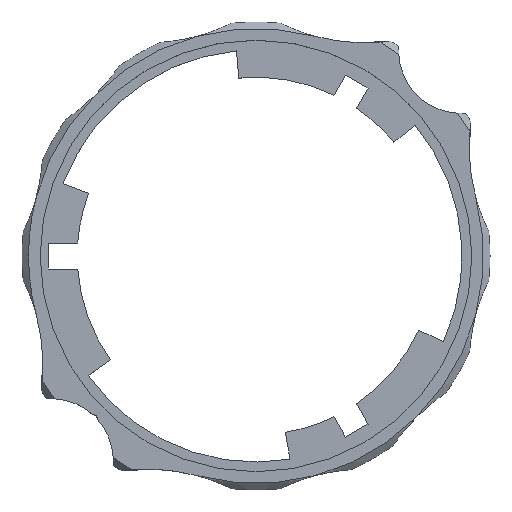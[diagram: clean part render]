
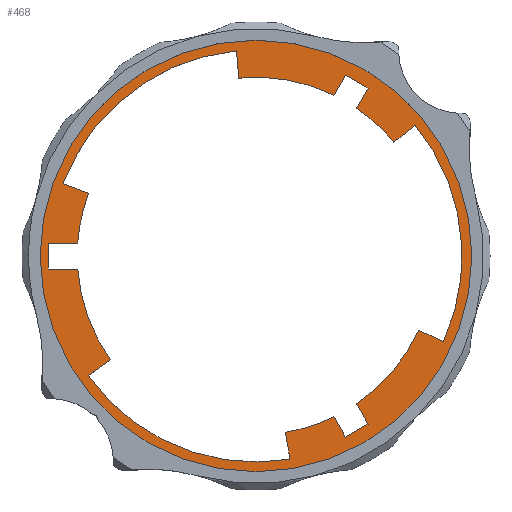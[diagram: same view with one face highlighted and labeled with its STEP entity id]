
A CAD part, top view. The second image highlights one B-rep face of the part: STEP entity #468.
In plain terms, the highlighted planar face has unit normal (0, 0, 1).
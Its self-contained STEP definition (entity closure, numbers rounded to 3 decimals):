
#249=CARTESIAN_POINT('',(400.,-0.,6.5));
#250=DIRECTION('',(0.,0.,-1.));
#251=DIRECTION('',(1.,0.,0.));
#252=AXIS2_PLACEMENT_3D('',#249,#250,#251);
#253=PLANE('',#252);
#254=CARTESIAN_POINT('',(166.8,-0.,6.5));
#255=VERTEX_POINT('',#254);
#256=CARTESIAN_POINT('',(200.,-0.,6.5));
#257=DIRECTION('',(0.,0.,-1.));
#258=DIRECTION('',(-1.,0.,0.));
#259=AXIS2_PLACEMENT_3D('',#256,#257,#258);
#260=CIRCLE('',#259,33.2);
#261=EDGE_CURVE('',#255,#255,#260,.T.);
#262=ORIENTED_EDGE('',*,*,#261,.F.);
#263=EDGE_LOOP('',(#262));
#264=FACE_BOUND('',#263,.T.);
#265=CARTESIAN_POINT('',(213.768,27.847,6.5));
#266=VERTEX_POINT('',#265);
#267=CARTESIAN_POINT('',(211.982,24.753,6.5));
#268=VERTEX_POINT('',#267);
#269=CARTESIAN_POINT('',(213.768,27.847,6.5));
#270=DIRECTION('',(-0.5,-0.866,0.));
#271=VECTOR('',#270,3.573);
#272=LINE('',#269,#271);
#273=EDGE_CURVE('',#266,#268,#272,.T.);
#274=ORIENTED_EDGE('',*,*,#273,.F.);
#275=CARTESIAN_POINT('',(217.232,25.847,6.5));
#276=VERTEX_POINT('',#275);
#277=CARTESIAN_POINT('',(213.768,27.847,6.5));
#278=DIRECTION('',(0.866,-0.5,0.));
#279=VECTOR('',#278,4.);
#280=LINE('',#277,#279);
#281=EDGE_CURVE('',#266,#276,#280,.T.);
#282=ORIENTED_EDGE('',*,*,#281,.T.);
#283=CARTESIAN_POINT('',(215.446,22.753,6.5));
#284=VERTEX_POINT('',#283);
#285=CARTESIAN_POINT('',(217.232,25.847,6.5));
#286=DIRECTION('',(-0.5,-0.866,0.));
#287=VECTOR('',#286,3.573);
#288=LINE('',#285,#287);
#289=EDGE_CURVE('',#276,#284,#288,.T.);
#290=ORIENTED_EDGE('',*,*,#289,.T.);
#291=CARTESIAN_POINT('',(221.228,17.483,6.5));
#292=VERTEX_POINT('',#291);
#293=CARTESIAN_POINT('',(200.,-0.,6.5));
#294=DIRECTION('',(0.,0.,-1.));
#295=DIRECTION('',(-1.,0.,0.));
#296=AXIS2_PLACEMENT_3D('',#293,#294,#295);
#297=CIRCLE('',#296,27.5);
#298=EDGE_CURVE('',#284,#292,#297,.T.);
#299=ORIENTED_EDGE('',*,*,#298,.T.);
#300=CARTESIAN_POINT('',(224.47,20.153,6.5));
#301=VERTEX_POINT('',#300);
#302=CARTESIAN_POINT('',(221.228,17.483,6.5));
#303=DIRECTION('',(0.772,0.636,0.));
#304=VECTOR('',#303,4.2);
#305=LINE('',#302,#304);
#306=EDGE_CURVE('',#292,#301,#305,.T.);
#307=ORIENTED_EDGE('',*,*,#306,.T.);
#308=CARTESIAN_POINT('',(228.84,-13.159,6.5));
#309=VERTEX_POINT('',#308);
#310=CARTESIAN_POINT('',(200.,-0.,6.5));
#311=DIRECTION('',(0.,0.,-1.));
#312=DIRECTION('',(-1.,0.,0.));
#313=AXIS2_PLACEMENT_3D('',#310,#311,#312);
#314=CIRCLE('',#313,31.7);
#315=EDGE_CURVE('',#301,#309,#314,.T.);
#316=ORIENTED_EDGE('',*,*,#315,.T.);
#317=CARTESIAN_POINT('',(225.019,-11.415,6.5));
#318=VERTEX_POINT('',#317);
#319=CARTESIAN_POINT('',(225.019,-11.415,6.5));
#320=DIRECTION('',(0.91,-0.415,0.));
#321=VECTOR('',#320,4.2);
#322=LINE('',#319,#321);
#323=EDGE_CURVE('',#318,#309,#322,.T.);
#324=ORIENTED_EDGE('',*,*,#323,.F.);
#325=CARTESIAN_POINT('',(215.446,-22.753,6.5));
#326=VERTEX_POINT('',#325);
#327=CARTESIAN_POINT('',(200.,-0.,6.5));
#328=DIRECTION('',(0.,0.,-1.));
#329=DIRECTION('',(-1.,0.,0.));
#330=AXIS2_PLACEMENT_3D('',#327,#328,#329);
#331=CIRCLE('',#330,27.5);
#332=EDGE_CURVE('',#318,#326,#331,.T.);
#333=ORIENTED_EDGE('',*,*,#332,.T.);
#334=CARTESIAN_POINT('',(217.232,-25.847,6.5));
#335=VERTEX_POINT('',#334);
#336=CARTESIAN_POINT('',(217.232,-25.847,6.5));
#337=DIRECTION('',(-0.5,0.866,0.));
#338=VECTOR('',#337,3.573);
#339=LINE('',#336,#338);
#340=EDGE_CURVE('',#335,#326,#339,.T.);
#341=ORIENTED_EDGE('',*,*,#340,.F.);
#342=CARTESIAN_POINT('',(213.768,-27.847,6.5));
#343=VERTEX_POINT('',#342);
#344=CARTESIAN_POINT('',(217.232,-25.847,6.5));
#345=DIRECTION('',(-0.866,-0.5,0.));
#346=VECTOR('',#345,4.);
#347=LINE('',#344,#346);
#348=EDGE_CURVE('',#335,#343,#347,.T.);
#349=ORIENTED_EDGE('',*,*,#348,.T.);
#350=CARTESIAN_POINT('',(211.982,-24.753,6.5));
#351=VERTEX_POINT('',#350);
#352=CARTESIAN_POINT('',(213.768,-27.847,6.5));
#353=DIRECTION('',(-0.5,0.866,0.));
#354=VECTOR('',#353,3.573);
#355=LINE('',#352,#354);
#356=EDGE_CURVE('',#343,#351,#355,.T.);
#357=ORIENTED_EDGE('',*,*,#356,.T.);
#358=CARTESIAN_POINT('',(204.526,-27.125,6.5));
#359=VERTEX_POINT('',#358);
#360=CARTESIAN_POINT('',(200.,-0.,6.5));
#361=DIRECTION('',(0.,0.,-1.));
#362=DIRECTION('',(-1.,0.,0.));
#363=AXIS2_PLACEMENT_3D('',#360,#361,#362);
#364=CIRCLE('',#363,27.5);
#365=EDGE_CURVE('',#351,#359,#364,.T.);
#366=ORIENTED_EDGE('',*,*,#365,.T.);
#367=CARTESIAN_POINT('',(205.218,-31.268,6.5));
#368=VERTEX_POINT('',#367);
#369=CARTESIAN_POINT('',(204.526,-27.125,6.5));
#370=DIRECTION('',(0.165,-0.986,0.));
#371=VECTOR('',#370,4.2);
#372=LINE('',#369,#371);
#373=EDGE_CURVE('',#359,#368,#372,.T.);
#374=ORIENTED_EDGE('',*,*,#373,.T.);
#375=CARTESIAN_POINT('',(174.184,-18.397,6.5));
#376=VERTEX_POINT('',#375);
#377=CARTESIAN_POINT('',(200.,0.,6.5));
#378=DIRECTION('',(0.,0.,-1.));
#379=DIRECTION('',(-1.,0.,0.));
#380=AXIS2_PLACEMENT_3D('',#377,#378,#379);
#381=CIRCLE('',#380,31.7);
#382=EDGE_CURVE('',#368,#376,#381,.T.);
#383=ORIENTED_EDGE('',*,*,#382,.T.);
#384=CARTESIAN_POINT('',(177.605,-15.959,6.5));
#385=VERTEX_POINT('',#384);
#386=CARTESIAN_POINT('',(177.605,-15.959,6.5));
#387=DIRECTION('',(-0.814,-0.58,0.));
#388=VECTOR('',#387,4.2);
#389=LINE('',#386,#388);
#390=EDGE_CURVE('',#385,#376,#389,.T.);
#391=ORIENTED_EDGE('',*,*,#390,.F.);
#392=CARTESIAN_POINT('',(172.573,-2.,6.5));
#393=VERTEX_POINT('',#392);
#394=CARTESIAN_POINT('',(200.,-0.,6.5));
#395=DIRECTION('',(0.,0.,-1.));
#396=DIRECTION('',(-1.,0.,0.));
#397=AXIS2_PLACEMENT_3D('',#394,#395,#396);
#398=CIRCLE('',#397,27.5);
#399=EDGE_CURVE('',#385,#393,#398,.T.);
#400=ORIENTED_EDGE('',*,*,#399,.T.);
#401=CARTESIAN_POINT('',(168.,-2.,6.5));
#402=VERTEX_POINT('',#401);
#403=CARTESIAN_POINT('',(168.,-2.,6.5));
#404=DIRECTION('',(1.,0.,-0.));
#405=VECTOR('',#404,4.573);
#406=LINE('',#403,#405);
#407=EDGE_CURVE('',#402,#393,#406,.T.);
#408=ORIENTED_EDGE('',*,*,#407,.F.);
#409=CARTESIAN_POINT('',(168.,2.,6.5));
#410=VERTEX_POINT('',#409);
#411=CARTESIAN_POINT('',(168.,-2.,6.5));
#412=DIRECTION('',(0.,1.,0.));
#413=VECTOR('',#412,4.);
#414=LINE('',#411,#413);
#415=EDGE_CURVE('',#402,#410,#414,.T.);
#416=ORIENTED_EDGE('',*,*,#415,.T.);
#417=CARTESIAN_POINT('',(172.573,2.,6.5));
#418=VERTEX_POINT('',#417);
#419=CARTESIAN_POINT('',(168.,2.,6.5));
#420=DIRECTION('',(1.,0.,-0.));
#421=VECTOR('',#420,4.573);
#422=LINE('',#419,#421);
#423=EDGE_CURVE('',#410,#418,#422,.T.);
#424=ORIENTED_EDGE('',*,*,#423,.T.);
#425=CARTESIAN_POINT('',(174.246,9.642,6.5));
#426=VERTEX_POINT('',#425);
#427=CARTESIAN_POINT('',(200.,-0.,6.5));
#428=DIRECTION('',(0.,0.,-1.));
#429=DIRECTION('',(-1.,0.,0.));
#430=AXIS2_PLACEMENT_3D('',#427,#428,#429);
#431=CIRCLE('',#430,27.5);
#432=EDGE_CURVE('',#418,#426,#431,.T.);
#433=ORIENTED_EDGE('',*,*,#432,.T.);
#434=CARTESIAN_POINT('',(170.313,11.115,6.5));
#435=VERTEX_POINT('',#434);
#436=CARTESIAN_POINT('',(174.246,9.642,6.5));
#437=DIRECTION('',(-0.937,0.351,0.));
#438=VECTOR('',#437,4.2);
#439=LINE('',#436,#438);
#440=EDGE_CURVE('',#426,#435,#439,.T.);
#441=ORIENTED_EDGE('',*,*,#440,.T.);
#442=CARTESIAN_POINT('',(196.976,31.555,6.5));
#443=VERTEX_POINT('',#442);
#444=CARTESIAN_POINT('',(200.,-0.,6.5));
#445=DIRECTION('',(0.,0.,-1.));
#446=DIRECTION('',(-1.,0.,0.));
#447=AXIS2_PLACEMENT_3D('',#444,#445,#446);
#448=CIRCLE('',#447,31.7);
#449=EDGE_CURVE('',#435,#443,#448,.T.);
#450=ORIENTED_EDGE('',*,*,#449,.T.);
#451=CARTESIAN_POINT('',(197.377,27.375,6.5));
#452=VERTEX_POINT('',#451);
#453=CARTESIAN_POINT('',(197.377,27.375,6.5));
#454=DIRECTION('',(-0.095,0.995,0.));
#455=VECTOR('',#454,4.2);
#456=LINE('',#453,#455);
#457=EDGE_CURVE('',#452,#443,#456,.T.);
#458=ORIENTED_EDGE('',*,*,#457,.F.);
#459=CARTESIAN_POINT('',(200.,-0.,6.5));
#460=DIRECTION('',(0.,0.,-1.));
#461=DIRECTION('',(-1.,0.,0.));
#462=AXIS2_PLACEMENT_3D('',#459,#460,#461);
#463=CIRCLE('',#462,27.5);
#464=EDGE_CURVE('',#452,#268,#463,.T.);
#465=ORIENTED_EDGE('',*,*,#464,.T.);
#466=EDGE_LOOP('',(#274,#282,#290,#299,#307,#316,#324,#333,#341,#349,#357,#366,#374,#383,#391,#400,#408,#416,#424,#433,#441,#450,#458,#465));
#467=FACE_BOUND('',#466,.T.);
#468=ADVANCED_FACE('',(#264,#467),#253,.F.);
